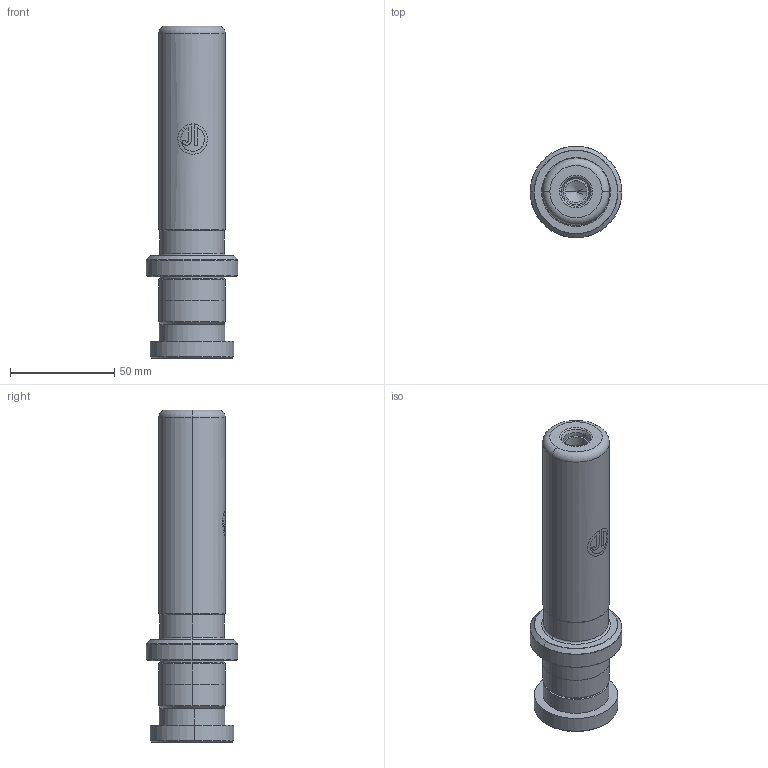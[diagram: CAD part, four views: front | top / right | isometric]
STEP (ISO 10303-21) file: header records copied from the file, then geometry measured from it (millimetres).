
FILE_DESCRIPTION (( 'STEP AP214' ), '1' );
FILE_NAME ('DRPM-D32-L120.STEP', '2025-02-21T06:24:07', ( '111' ), ( '21222' ), 'SwSTEP 2.0', 'SolidWorks 2020', '' );
FILE_SCHEMA (( 'AUTOMOTIVE_DESIGN' ));
Length unit declared in the file: millimetre
Products named in the file (3): DRPM-D32-L120; DRPM蹟簽D32
Assembly tree (2 placements, depth 2):
  DRPM-D32-L120
    DRPM-D32-L120
    DRPM蹟簽D32
Bounding box: 44 x 44 x 159 mm (x, y, z)
Volume: 125318.1 mm3; surface area: 25254.4 mm2
Topology: 2 solids, 2 shells, 81 faces, 174 edges, 106 vertices
Faces by surface type: cylinder 30, cone 24, torus 14, plane 13
Entity records: 2564 total; most frequent: CARTESIAN_POINT 590, DIRECTION 440, ORIENTED_EDGE 340, AXIS2_PLACEMENT_3D 192, EDGE_CURVE 170, CIRCLE 106, VERTEX_POINT 106, EDGE_LOOP 96
